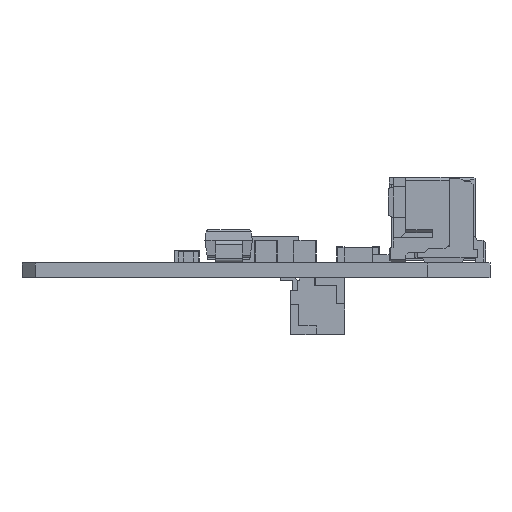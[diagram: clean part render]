
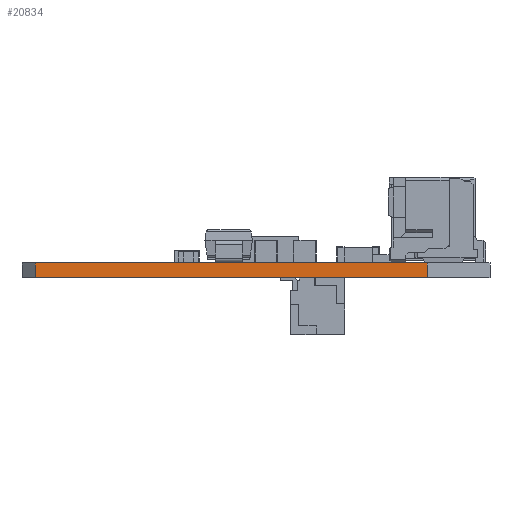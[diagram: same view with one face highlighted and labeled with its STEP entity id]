
A CAD part, left-side view. The second image highlights one B-rep face of the part: STEP entity #20834.
In plain terms, the highlighted planar face has unit normal (-1, 0, 0).
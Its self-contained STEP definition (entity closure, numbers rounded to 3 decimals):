
#20834 = ADVANCED_FACE('',(#20835),#20869,.T.);
#20835 = FACE_BOUND('',#20836,.T.);
#20836 = EDGE_LOOP('',(#20837,#20847,#20855,#20863));
#20837 = ORIENTED_EDGE('',*,*,#20838,.T.);
#20838 = EDGE_CURVE('',#20839,#20841,#20843,.T.);
#20839 = VERTEX_POINT('',#20840);
#20840 = CARTESIAN_POINT('',(14.2,11.9,-1.12)
  );
#20841 = VERTEX_POINT('',#20842);
#20842 = CARTESIAN_POINT('',(14.2,11.9,0.));
#20843 = LINE('',#20844,#20845);
#20844 = CARTESIAN_POINT('',(14.2,11.9,-1.12)
  );
#20845 = VECTOR('',#20846,1.);
#20846 = DIRECTION('',(0.,0.,1.));
#20847 = ORIENTED_EDGE('',*,*,#20848,.T.);
#20848 = EDGE_CURVE('',#20841,#20849,#20851,.T.);
#20849 = VERTEX_POINT('',#20850);
#20850 = CARTESIAN_POINT('',(14.2,41.3,0.));
#20851 = LINE('',#20852,#20853);
#20852 = CARTESIAN_POINT('',(14.2,11.9,0.));
#20853 = VECTOR('',#20854,1.);
#20854 = DIRECTION('',(0.,1.,0.));
#20855 = ORIENTED_EDGE('',*,*,#20856,.F.);
#20856 = EDGE_CURVE('',#20857,#20849,#20859,.T.);
#20857 = VERTEX_POINT('',#20858);
#20858 = CARTESIAN_POINT('',(14.2,41.3,-1.12
    ));
#20859 = LINE('',#20860,#20861);
#20860 = CARTESIAN_POINT('',(14.2,41.3,-1.12
    ));
#20861 = VECTOR('',#20862,1.);
#20862 = DIRECTION('',(0.,0.,1.));
#20863 = ORIENTED_EDGE('',*,*,#20864,.F.);
#20864 = EDGE_CURVE('',#20839,#20857,#20865,.T.);
#20865 = LINE('',#20866,#20867);
#20866 = CARTESIAN_POINT('',(14.2,11.9,-1.12)
  );
#20867 = VECTOR('',#20868,1.);
#20868 = DIRECTION('',(0.,1.,0.));
#20869 = PLANE('',#20870);
#20870 = AXIS2_PLACEMENT_3D('',#20871,#20872,#20873);
#20871 = CARTESIAN_POINT('',(14.2,11.9,-1.12)
  );
#20872 = DIRECTION('',(-1.,0.,0.));
#20873 = DIRECTION('',(0.,1.,0.));
